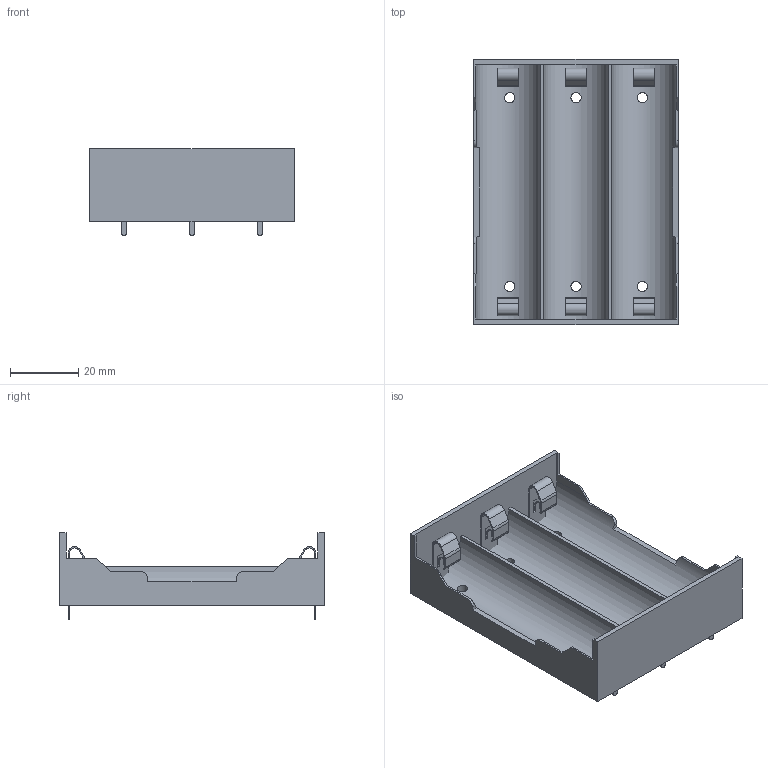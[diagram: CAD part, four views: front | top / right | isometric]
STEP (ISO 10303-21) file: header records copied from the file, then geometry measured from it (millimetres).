
FILE_DESCRIPTION(('STEP AP214'), '1');
FILE_NAME('Hold_18650-3', '', ('UNSPECIFIED'), ('UNSPECIFIED'), 'C3D Converter', 'C3D Toolkit', '');
FILE_SCHEMA(('AUTOMOTIVE_DESIGN { 1 0 10303 214 3 1 1}'));
Length unit declared in the file: millimetre
Assembly tree (7 placements, depth 2):
  (unnamed)
    (unnamed)  x6
    (unnamed)
Bounding box: 60 x 78 x 25.5 mm (x, y, z)
Volume: 23865.3 mm3; surface area: 20291.6 mm2
Topology: 7 solids, 7 shells, 326 faces, 792 edges, 480 vertices
Faces by surface type: plane 241, cylinder 85
Full cylindrical faces by diameter (mm): 3 x6
Entity records: 3667 total; most frequent: CARTESIAN_POINT 1036, ORIENTED_EDGE 492, DIRECTION 484, EDGE_CURVE 246, LINE 188, VECTOR 188, VERTEX_POINT 160, AXIS2_PLACEMENT_3D 148
